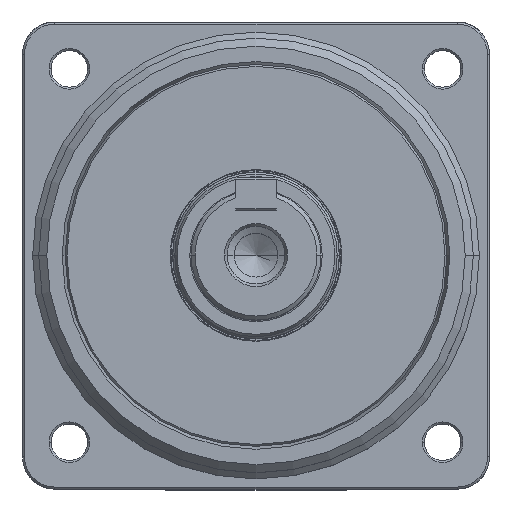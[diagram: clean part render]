
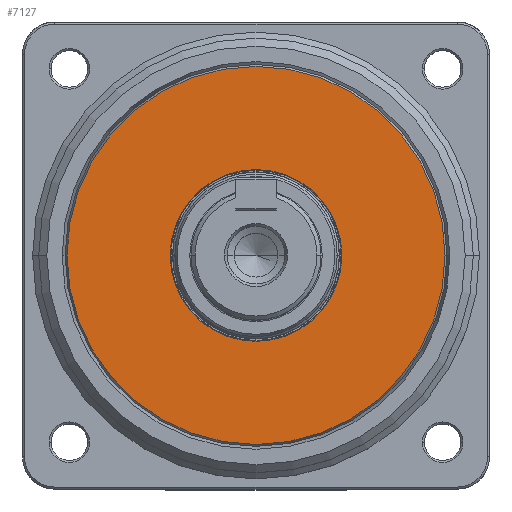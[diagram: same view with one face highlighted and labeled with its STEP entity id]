
A CAD part, top view. The second image highlights one B-rep face of the part: STEP entity #7127.
In plain terms, the highlighted planar face has unit normal (0, 0, 1).
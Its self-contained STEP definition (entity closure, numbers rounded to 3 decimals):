
#631 = DIRECTION ( 'NONE',  ( 1., 0., 0. ) ) ;
#3255 = CIRCLE ( 'NONE', #23234, 21.14 ) ;
#3880 = VERTEX_POINT ( 'NONE', #19682 ) ;
#4830 = EDGE_CURVE ( 'NONE', #3880, #28034, #3255, .T. ) ;
#5459 = DIRECTION ( 'NONE',  ( 0., 0., -1. ) ) ;
#5652 = EDGE_LOOP ( 'NONE', ( #32820, #34203 ) ) ;
#5789 = AXIS2_PLACEMENT_3D ( 'NONE', #8321, #23948, #631 ) ;
#7127 = ADVANCED_FACE ( 'NONE', ( #10764, #8133 ), #27086, .T. ) ;
#8133 = FACE_OUTER_BOUND ( 'NONE', #22733, .T. ) ;
#8321 = CARTESIAN_POINT ( 'NONE',  ( 0., 0., 18. ) ) ;
#8939 = CARTESIAN_POINT ( 'NONE',  ( 46.538, 0., 18. ) ) ;
#10764 = FACE_BOUND ( 'NONE', #5652, .T. ) ;
#10961 = CIRCLE ( 'NONE', #26497, 46.538 ) ;
#11446 = CIRCLE ( 'NONE', #20850, 21.14 ) ;
#13174 = VERTEX_POINT ( 'NONE', #8939 ) ;
#13436 = EDGE_CURVE ( 'NONE', #13174, #14447, #10961, .T. ) ;
#14435 = CARTESIAN_POINT ( 'NONE',  ( -21.14, 0., 18. ) ) ;
#14447 = VERTEX_POINT ( 'NONE', #22354 ) ;
#17549 = EDGE_CURVE ( 'NONE', #28034, #3880, #11446, .T. ) ;
#18753 = ORIENTED_EDGE ( 'NONE', *, *, #24460, .T. ) ;
#19682 = CARTESIAN_POINT ( 'NONE',  ( 21.14, 0., 18. ) ) ;
#20138 = CARTESIAN_POINT ( 'NONE',  ( 0., 0., 18. ) ) ;
#20544 = CARTESIAN_POINT ( 'NONE',  ( 0., 0., 18. ) ) ;
#20850 = AXIS2_PLACEMENT_3D ( 'NONE', #28772, #5459, #26166 ) ;
#22354 = CARTESIAN_POINT ( 'NONE',  ( -46.538, 0., 18. ) ) ;
#22733 = EDGE_LOOP ( 'NONE', ( #18753, #23390 ) ) ;
#23234 = AXIS2_PLACEMENT_3D ( 'NONE', #20544, #33979, #33801 ) ;
#23390 = ORIENTED_EDGE ( 'NONE', *, *, #13436, .T. ) ;
#23595 = CIRCLE ( 'NONE', #28600, 46.538 ) ;
#23948 = DIRECTION ( 'NONE',  ( 0., 0., 1. ) ) ;
#24460 = EDGE_CURVE ( 'NONE', #14447, #13174, #23595, .T. ) ;
#25144 = CARTESIAN_POINT ( 'NONE',  ( 0., 0., 18. ) ) ;
#26166 = DIRECTION ( 'NONE',  ( 1., 0., 0. ) ) ;
#26497 = AXIS2_PLACEMENT_3D ( 'NONE', #20138, #28502, #33566 ) ;
#27086 = PLANE ( 'NONE',  #5789 ) ;
#27613 = DIRECTION ( 'NONE',  ( 0., 0., 1. ) ) ;
#28034 = VERTEX_POINT ( 'NONE', #14435 ) ;
#28502 = DIRECTION ( 'NONE',  ( 0., 0., 1. ) ) ;
#28600 = AXIS2_PLACEMENT_3D ( 'NONE', #25144, #27613, #30400 ) ;
#28772 = CARTESIAN_POINT ( 'NONE',  ( 0., 0., 18. ) ) ;
#30400 = DIRECTION ( 'NONE',  ( 1., 0., 0. ) ) ;
#32820 = ORIENTED_EDGE ( 'NONE', *, *, #4830, .T. ) ;
#33566 = DIRECTION ( 'NONE',  ( 1., 0., 0. ) ) ;
#33801 = DIRECTION ( 'NONE',  ( 1., 0., 0. ) ) ;
#33979 = DIRECTION ( 'NONE',  ( 0., 0., -1. ) ) ;
#34203 = ORIENTED_EDGE ( 'NONE', *, *, #17549, .T. ) ;
